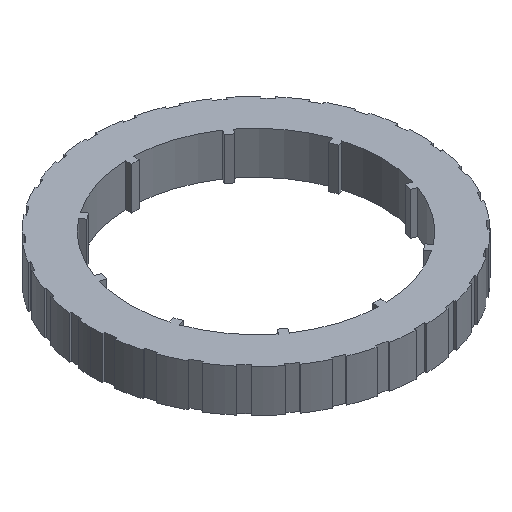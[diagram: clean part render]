
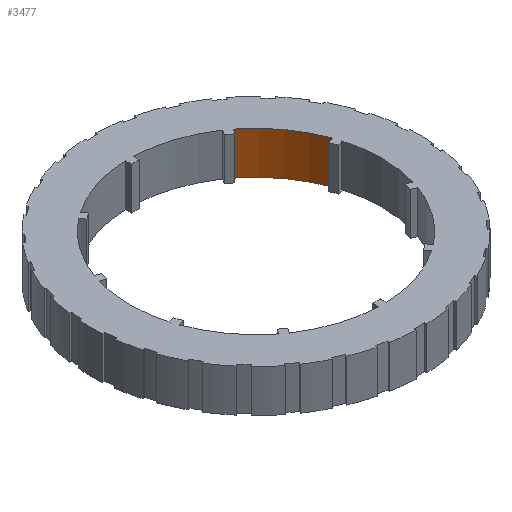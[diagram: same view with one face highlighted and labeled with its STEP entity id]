
A CAD part, isometric view. The second image highlights one B-rep face of the part: STEP entity #3477.
In plain terms, the highlighted cylindrical face has radius 29.8 mm (diameter 59.6 mm), a partial arc.
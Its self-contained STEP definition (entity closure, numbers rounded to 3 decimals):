
#12 = VERTEX_POINT ( 'NONE', #1085 ) ;
#194 = CARTESIAN_POINT ( 'NONE',  ( 0., 0., 10. ) ) ;
#295 = DIRECTION ( 'NONE',  ( 0., 0., -1. ) ) ;
#861 = EDGE_CURVE ( 'NONE', #3252, #4877, #1168, .T. ) ;
#899 = CARTESIAN_POINT ( 'NONE',  ( 0., 0., 10. ) ) ;
#978 = DIRECTION ( 'NONE',  ( 1., 0., 0. ) ) ;
#1085 = CARTESIAN_POINT ( 'NONE',  ( 28.05, 10.06, 10. ) ) ;
#1168 = LINE ( 'NONE', #4674, #3183 ) ;
#1384 = ORIENTED_EDGE ( 'NONE', *, *, #3822, .F. ) ;
#1779 = FACE_OUTER_BOUND ( 'NONE', #4901, .T. ) ;
#1808 = DIRECTION ( 'NONE',  ( -1., 0., 0. ) ) ;
#1914 = DIRECTION ( 'NONE',  ( 0., 0., 1. ) ) ;
#2095 = LINE ( 'NONE', #5487, #3922 ) ;
#2251 = CARTESIAN_POINT ( 'NONE',  ( 28.05, 10.06, 0. ) ) ;
#2341 = CARTESIAN_POINT ( 'NONE',  ( 18.236, 23.569, 10. ) ) ;
#2369 = CARTESIAN_POINT ( 'NONE',  ( 0., 0., 0. ) ) ;
#2681 = AXIS2_PLACEMENT_3D ( 'NONE', #194, #1914, #3625 ) ;
#3030 = CIRCLE ( 'NONE', #4021, 29.8 ) ;
#3183 = VECTOR ( 'NONE', #295, 1000. ) ;
#3222 = CARTESIAN_POINT ( 'NONE',  ( 18.236, 23.569, 0. ) ) ;
#3252 = VERTEX_POINT ( 'NONE', #2341 ) ;
#3310 = EDGE_CURVE ( 'NONE', #4304, #12, #2095, .T. ) ;
#3477 = ADVANCED_FACE ( 'NONE', ( #1779 ), #3584, .F. ) ;
#3584 = CYLINDRICAL_SURFACE ( 'NONE', #4545, 29.8 ) ;
#3599 = DIRECTION ( 'NONE',  ( 0., 0., 1. ) ) ;
#3625 = DIRECTION ( 'NONE',  ( 1., 0., 0. ) ) ;
#3822 = EDGE_CURVE ( 'NONE', #4304, #4877, #3030, .T. ) ;
#3922 = VECTOR ( 'NONE', #5466, 1000. ) ;
#3955 = EDGE_CURVE ( 'NONE', #12, #3252, #5261, .T. ) ;
#4021 = AXIS2_PLACEMENT_3D ( 'NONE', #2369, #3599, #978 ) ;
#4304 = VERTEX_POINT ( 'NONE', #2251 ) ;
#4415 = DIRECTION ( 'NONE',  ( 0., 0., -1. ) ) ;
#4545 = AXIS2_PLACEMENT_3D ( 'NONE', #899, #4415, #1808 ) ;
#4674 = CARTESIAN_POINT ( 'NONE',  ( 18.236, 23.569, 10. ) ) ;
#4675 = ORIENTED_EDGE ( 'NONE', *, *, #861, .T. ) ;
#4756 = ORIENTED_EDGE ( 'NONE', *, *, #3310, .T. ) ;
#4877 = VERTEX_POINT ( 'NONE', #3222 ) ;
#4901 = EDGE_LOOP ( 'NONE', ( #5435, #4675, #1384, #4756 ) ) ;
#5261 = CIRCLE ( 'NONE', #2681, 29.8 ) ;
#5435 = ORIENTED_EDGE ( 'NONE', *, *, #3955, .T. ) ;
#5466 = DIRECTION ( 'NONE',  ( 0., 0., 1. ) ) ;
#5487 = CARTESIAN_POINT ( 'NONE',  ( 28.05, 10.06, 10. ) ) ;
